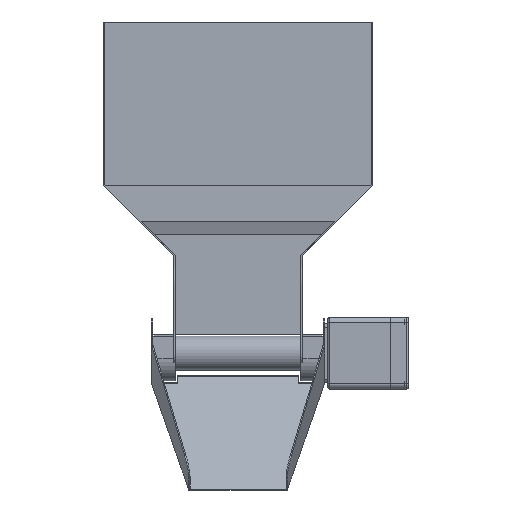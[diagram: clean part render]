
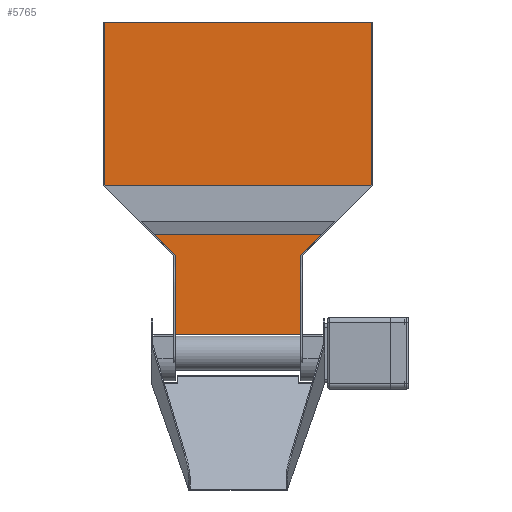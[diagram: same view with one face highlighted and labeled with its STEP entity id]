
A CAD part, front view. The second image highlights one B-rep face of the part: STEP entity #5765.
In plain terms, the highlighted planar face has unit normal (0, -1, 0).
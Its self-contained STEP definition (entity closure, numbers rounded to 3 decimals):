
#1143=ORIENTED_EDGE('',*,*,#2405,.F.);
#1144=ORIENTED_EDGE('',*,*,#2397,.F.);
#1145=ORIENTED_EDGE('',*,*,#2417,.F.);
#1146=ORIENTED_EDGE('',*,*,#2458,.T.);
#1147=ORIENTED_EDGE('',*,*,#2461,.F.);
#1148=ORIENTED_EDGE('',*,*,#2462,.F.);
#1149=ORIENTED_EDGE('',*,*,#2463,.F.);
#1150=ORIENTED_EDGE('',*,*,#2459,.F.);
#2397=EDGE_CURVE('',#3117,#3118,#3676,.T.);
#2405=EDGE_CURVE('',#3118,#3125,#3684,.T.);
#2417=EDGE_CURVE('',#3135,#3117,#3694,.T.);
#2458=EDGE_CURVE('',#3135,#3165,#3733,.T.);
#2459=EDGE_CURVE('',#3125,#3166,#3734,.T.);
#2461=EDGE_CURVE('',#3167,#3165,#3736,.T.);
#2462=EDGE_CURVE('',#3168,#3167,#3737,.T.);
#2463=EDGE_CURVE('',#3166,#3168,#3738,.T.);
#3117=VERTEX_POINT('',#8960);
#3118=VERTEX_POINT('',#8962);
#3125=VERTEX_POINT('',#8979);
#3135=VERTEX_POINT('',#9001);
#3165=VERTEX_POINT('',#9080);
#3166=VERTEX_POINT('',#9084);
#3167=VERTEX_POINT('',#9088);
#3168=VERTEX_POINT('',#9090);
#3676=LINE('',#8961,#4213);
#3684=LINE('',#8978,#4221);
#3694=LINE('',#9002,#4231);
#3733=LINE('',#9081,#4270);
#3734=LINE('',#9083,#4271);
#3736=LINE('',#9087,#4273);
#3737=LINE('',#9089,#4274);
#3738=LINE('',#9091,#4275);
#4213=VECTOR('',#7205,1000.);
#4221=VECTOR('',#7217,1000.);
#4231=VECTOR('',#7233,1000.);
#4270=VECTOR('',#7292,1000.);
#4271=VECTOR('',#7295,1000.);
#4273=VECTOR('',#7299,1000.);
#4274=VECTOR('',#7300,1000.);
#4275=VECTOR('',#7301,1000.);
#4686=EDGE_LOOP('',(#1143,#1144,#1145,#1146,#1147,#1148,#1149,#1150));
#5133=FACE_BOUND('',#4686,.T.);
#5530=PLANE('',#6232);
#5765=ADVANCED_FACE('',(#5133),#5530,.F.);
#6232=AXIS2_PLACEMENT_3D('',#9086,#7297,#7298);
#7205=DIRECTION('',(-0.707,0.,-0.707));
#7217=DIRECTION('',(0.,0.,-1.));
#7233=DIRECTION('',(0.,0.,-1.));
#7292=DIRECTION('',(-1.,0.,0.));
#7295=DIRECTION('',(-1.,0.,0.));
#7297=DIRECTION('',(0.,1.,0.));
#7298=DIRECTION('',(0.,0.,1.));
#7299=DIRECTION('',(0.,0.,1.));
#7300=DIRECTION('',(-0.707,0.,0.707));
#7301=DIRECTION('',(0.,0.,1.));
#8960=CARTESIAN_POINT('',(148.502,730.5,168.502));
#8961=CARTESIAN_POINT('',(70.,730.5,90.));
#8962=CARTESIAN_POINT('',(70.,730.5,90.));
#8978=CARTESIAN_POINT('',(70.,730.5,90.));
#8979=CARTESIAN_POINT('',(70.,730.5,1.5));
#9001=CARTESIAN_POINT('',(148.502,730.5,349.466));
#9002=CARTESIAN_POINT('',(148.502,730.5,350.));
#9080=CARTESIAN_POINT('',(-148.502,730.5,349.466));
#9081=CARTESIAN_POINT('',(865.057,730.5,349.466));
#9083=CARTESIAN_POINT('',(865.057,730.5,1.5));
#9084=CARTESIAN_POINT('',(-70.,730.5,1.5));
#9086=CARTESIAN_POINT('',(865.057,730.5,1.5));
#9087=CARTESIAN_POINT('',(-148.502,730.5,350.));
#9088=CARTESIAN_POINT('',(-148.502,730.5,168.502));
#9089=CARTESIAN_POINT('',(-70.,730.5,90.));
#9090=CARTESIAN_POINT('',(-70.,730.5,90.));
#9091=CARTESIAN_POINT('',(-70.,730.5,90.));
